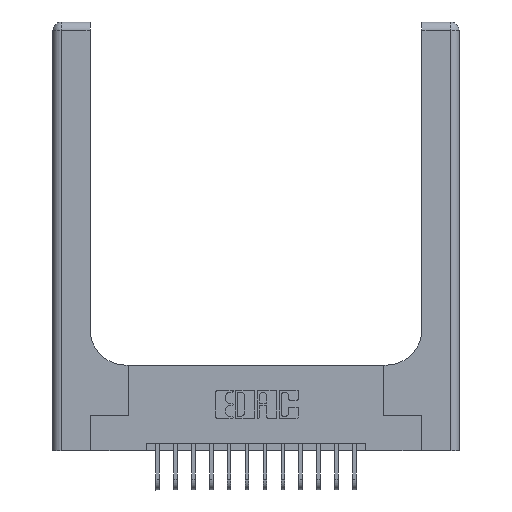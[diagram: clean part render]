
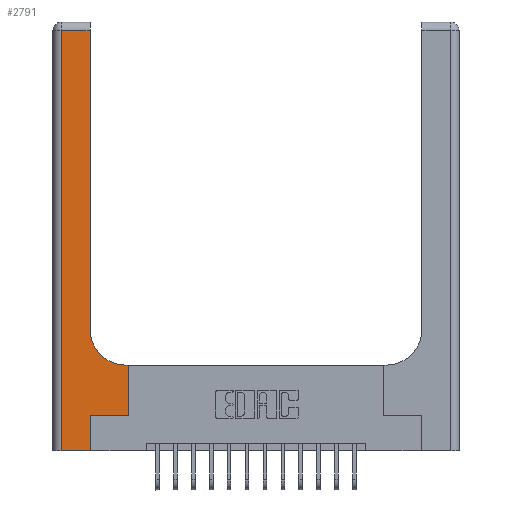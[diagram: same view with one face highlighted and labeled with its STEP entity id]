
A CAD part, top view. The second image highlights one B-rep face of the part: STEP entity #2791.
In plain terms, the highlighted planar face has unit normal (0, 0, 1).
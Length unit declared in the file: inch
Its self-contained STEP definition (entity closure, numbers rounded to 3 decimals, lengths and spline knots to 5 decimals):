
#296 = ORIENTED_EDGE ( 'NONE', *, *, #11343, .T. ) ;
#633 = DIRECTION ( 'NONE',  ( -1., 0., 0. ) ) ;
#739 = VERTEX_POINT ( 'NONE', #8177 ) ;
#747 = DIRECTION ( 'NONE',  ( 1., 0., 0. ) ) ;
#1034 = CARTESIAN_POINT ( 'NONE',  ( 0.528, 0.25, 0.37 ) ) ;
#1130 = LINE ( 'NONE', #1034, #5002 ) ;
#1268 = VERTEX_POINT ( 'NONE', #13165 ) ;
#1283 = CARTESIAN_POINT ( 'NONE',  ( 0.265, 0.25, 0.37 ) ) ;
#1831 = VECTOR ( 'NONE', #17337, 39.37008 ) ;
#1834 = VECTOR ( 'NONE', #747, 39.37008 ) ;
#1866 = EDGE_CURVE ( 'NONE', #15284, #739, #15576, .T. ) ;
#1891 = CARTESIAN_POINT ( 'NONE',  ( 0.26, 0.6, 0.37 ) ) ;
#2109 = CARTESIAN_POINT ( 'NONE',  ( 0.265, 0.25, 0.37 ) ) ;
#2510 = VERTEX_POINT ( 'NONE', #17529 ) ;
#2791 = ADVANCED_FACE ( 'NONE', ( #9880 ), #5770, .F. ) ;
#3504 = ORIENTED_EDGE ( 'NONE', *, *, #15419, .T. ) ;
#3682 = ORIENTED_EDGE ( 'NONE', *, *, #6924, .T. ) ;
#3732 = ORIENTED_EDGE ( 'NONE', *, *, #1866, .T. ) ;
#4215 = CARTESIAN_POINT ( 'NONE',  ( 0.26, 2.94, 0.37 ) ) ;
#4303 = ORIENTED_EDGE ( 'NONE', *, *, #13942, .T. ) ;
#4889 = VERTEX_POINT ( 'NONE', #14802 ) ;
#4920 = CARTESIAN_POINT ( 'NONE',  ( 0., 2.94, 0.37 ) ) ;
#5002 = VECTOR ( 'NONE', #6839, 39.37008 ) ;
#5100 = ORIENTED_EDGE ( 'NONE', *, *, #14272, .T. ) ;
#5387 = VERTEX_POINT ( 'NONE', #11242 ) ;
#5492 = CIRCLE ( 'NONE', #16406, 0.25 ) ;
#5770 = PLANE ( 'NONE',  #16256 ) ;
#6503 = LINE ( 'NONE', #12177, #11450 ) ;
#6722 = CARTESIAN_POINT ( 'NONE',  ( 0.51, 0.85, 0.37 ) ) ;
#6839 = DIRECTION ( 'NONE',  ( 0., 1., 0. ) ) ;
#6861 = EDGE_CURVE ( 'NONE', #5387, #4889, #11110, .T. ) ;
#6924 = EDGE_CURVE ( 'NONE', #2510, #15284, #1130, .T. ) ;
#6942 = CARTESIAN_POINT ( 'NONE',  ( 0., 3., 0.37 ) ) ;
#7027 = LINE ( 'NONE', #11385, #1831 ) ;
#7877 = LINE ( 'NONE', #4920, #19286 ) ;
#8167 = VERTEX_POINT ( 'NONE', #1283 ) ;
#8177 = CARTESIAN_POINT ( 'NONE',  ( 0.51, 0.6, 0.37 ) ) ;
#8472 = ORIENTED_EDGE ( 'NONE', *, *, #16054, .T. ) ;
#9107 = DIRECTION ( 'NONE',  ( 0., 1., 0. ) ) ;
#9594 = LINE ( 'NONE', #2109, #12851 ) ;
#9880 = FACE_OUTER_BOUND ( 'NONE', #14408, .T. ) ;
#11065 = DIRECTION ( 'NONE',  ( -1., 0., 0. ) ) ;
#11110 = LINE ( 'NONE', #17054, #1834 ) ;
#11242 = CARTESIAN_POINT ( 'NONE',  ( 0.06, 0., 0.37 ) ) ;
#11289 = DIRECTION ( 'NONE',  ( 0., 0., -1. ) ) ;
#11343 = EDGE_CURVE ( 'NONE', #1268, #15507, #15302, .T. ) ;
#11385 = CARTESIAN_POINT ( 'NONE',  ( 0.06, 3., 0.37 ) ) ;
#11403 = VECTOR ( 'NONE', #9107, 39.37008 ) ;
#11450 = VECTOR ( 'NONE', #12345, 39.37008 ) ;
#11515 = ORIENTED_EDGE ( 'NONE', *, *, #6861, .T. ) ;
#11991 = DIRECTION ( 'NONE',  ( -1., 0., 0. ) ) ;
#12042 = EDGE_CURVE ( 'NONE', #4889, #8167, #6503, .T. ) ;
#12177 = CARTESIAN_POINT ( 'NONE',  ( 0.265, 0., 0.37 ) ) ;
#12345 = DIRECTION ( 'NONE',  ( 0., 1., 0. ) ) ;
#12851 = VECTOR ( 'NONE', #17271, 39.37008 ) ;
#13165 = CARTESIAN_POINT ( 'NONE',  ( 0.26, 0.85, 0.37 ) ) ;
#13757 = CARTESIAN_POINT ( 'NONE',  ( 0.26, 3., 0.37 ) ) ;
#13942 = EDGE_CURVE ( 'NONE', #15507, #18239, #7877, .T. ) ;
#14272 = EDGE_CURVE ( 'NONE', #18239, #5387, #7027, .T. ) ;
#14408 = EDGE_LOOP ( 'NONE', ( #296, #4303, #5100, #11515, #18351, #3504, #3682, #3732, #8472 ) ) ;
#14802 = CARTESIAN_POINT ( 'NONE',  ( 0.265, 0., 0.37 ) ) ;
#15250 = CARTESIAN_POINT ( 'NONE',  ( 0.528, 0.6, 0.37 ) ) ;
#15284 = VERTEX_POINT ( 'NONE', #15250 ) ;
#15302 = LINE ( 'NONE', #13757, #11403 ) ;
#15419 = EDGE_CURVE ( 'NONE', #8167, #2510, #9594, .T. ) ;
#15507 = VERTEX_POINT ( 'NONE', #4215 ) ;
#15576 = LINE ( 'NONE', #1891, #16564 ) ;
#15751 = DIRECTION ( 'NONE',  ( 1., 0., 0. ) ) ;
#16054 = EDGE_CURVE ( 'NONE', #739, #1268, #5492, .T. ) ;
#16256 = AXIS2_PLACEMENT_3D ( 'NONE', #6942, #16497, #11991 ) ;
#16406 = AXIS2_PLACEMENT_3D ( 'NONE', #6722, #11289, #15751 ) ;
#16497 = DIRECTION ( 'NONE',  ( 0., 0., -1. ) ) ;
#16564 = VECTOR ( 'NONE', #633, 39.37008 ) ;
#16881 = CARTESIAN_POINT ( 'NONE',  ( 0.06, 2.94, 0.37 ) ) ;
#17054 = CARTESIAN_POINT ( 'NONE',  ( 0., 0., 0.37 ) ) ;
#17271 = DIRECTION ( 'NONE',  ( 1., 0., 0. ) ) ;
#17337 = DIRECTION ( 'NONE',  ( 0., -1., 0. ) ) ;
#17529 = CARTESIAN_POINT ( 'NONE',  ( 0.528, 0.25, 0.37 ) ) ;
#18239 = VERTEX_POINT ( 'NONE', #16881 ) ;
#18351 = ORIENTED_EDGE ( 'NONE', *, *, #12042, .T. ) ;
#19286 = VECTOR ( 'NONE', #11065, 39.37008 ) ;
